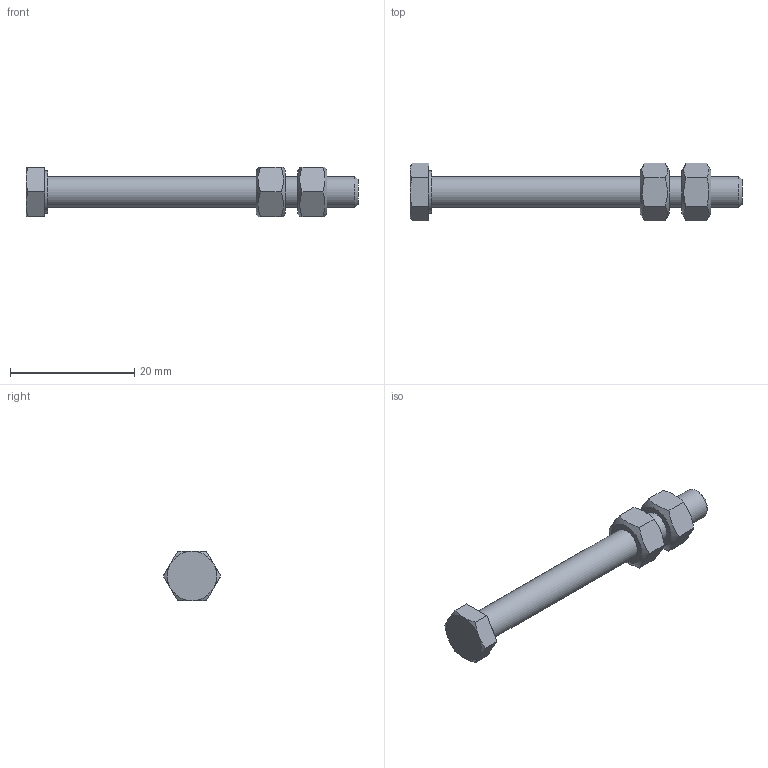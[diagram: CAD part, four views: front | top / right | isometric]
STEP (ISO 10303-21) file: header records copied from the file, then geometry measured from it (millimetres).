
FILE_DESCRIPTION(/* description */ (''),/* implementation_level */ '2;1');
FILE_NAME(/* name */ 'M550SS.stp',/* time_stamp */ '2021-11-03T11:14:14+00:00',/* author */ ('Sandfield Engineering'),/* organization */ ('Sandfield Engineering'),/* preprocessor_version */ 'ST-DEVELOPER v18.1',/* originating_system */ 'Autodesk Inventor 2021',/* authorisation */ '');
FILE_SCHEMA (('AUTOMOTIVE_DESIGN { 1 0 10303 214 3 1 1 }'));
Length unit declared in the file: millimetre
Products named in the file (3): M550SS; ISO 4017 - M5 x 50; ISO 4032 - M5
Assembly tree (3 placements, depth 2):
  M550SS
    ISO 4017 - M5 x 50
    ISO 4032 - M5  x2
Bounding box: 53.5 x 9.24 x 8 mm (x, y, z)
Volume: 1539 mm3; surface area: 1486.6 mm2
Topology: 3 solids, 3 shells, 45 faces, 106 edges, 69 vertices
Faces by surface type: plane 26, cone 15, cylinder 4
Full cylindrical faces by diameter (mm): 4.134 x2, 5 x1, 6.88 x1
Entity records: 1003 total; most frequent: CARTESIAN_POINT 208, DIRECTION 150, ORIENTED_EDGE 148, EDGE_CURVE 74, AXIS2_PLACEMENT_3D 62, VERTEX_POINT 48, EDGE_LOOP 36, FACE_OUTER_BOUND 32
